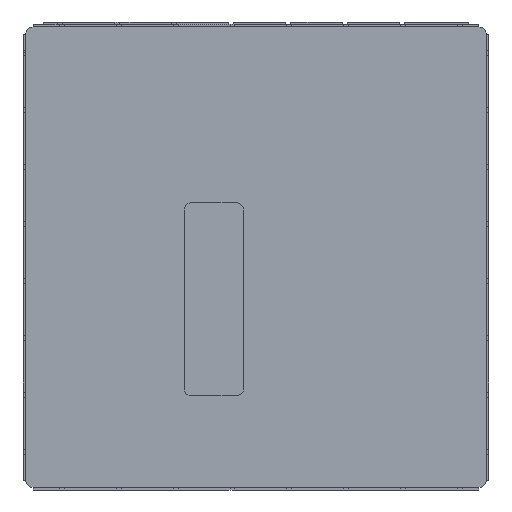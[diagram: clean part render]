
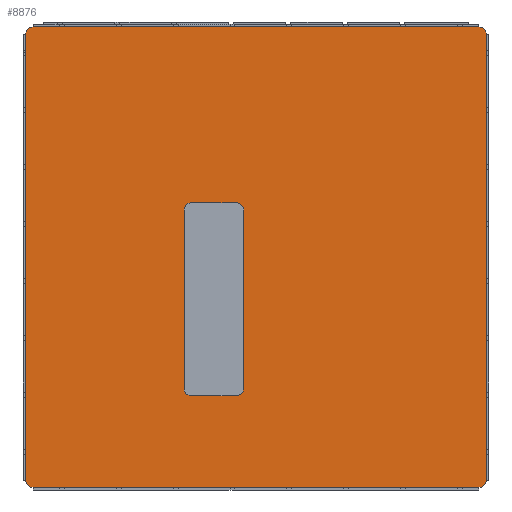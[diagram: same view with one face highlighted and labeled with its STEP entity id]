
A CAD part, front view. The second image highlights one B-rep face of the part: STEP entity #8876.
In plain terms, the highlighted planar face has unit normal (0, -1, 0).
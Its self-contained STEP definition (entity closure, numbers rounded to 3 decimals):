
#1929=CARTESIAN_POINT('',(0.,-13.,-180.));
#1930=DIRECTION('',(0.,-1.,0.));
#1931=DIRECTION('',(-1.,0.,0.));
#1932=AXIS2_PLACEMENT_3D('',#1929,#1930,#1931);
#1934=DIRECTION('',(0.,0.,-1.));
#1935=VECTOR('',#1934,180.);
#1936=CARTESIAN_POINT('',(-3.,-13.,0.));
#1937=LINE('',#1936,#1935);
#1938=CARTESIAN_POINT('',(0.,-13.,0.));
#1939=DIRECTION('',(0.,-1.,0.));
#1940=DIRECTION('',(0.,0.,1.));
#1941=AXIS2_PLACEMENT_3D('',#1938,#1939,#1940);
#1943=DIRECTION('',(-1.,0.,0.));
#1944=VECTOR('',#1943,180.);
#1945=CARTESIAN_POINT('',(180.,-13.,3.));
#1946=LINE('',#1945,#1944);
#1947=CARTESIAN_POINT('',(180.,-13.,0.));
#1948=DIRECTION('',(0.,-1.,0.));
#1949=DIRECTION('',(1.,0.,0.));
#1950=AXIS2_PLACEMENT_3D('',#1947,#1948,#1949);
#1952=DIRECTION('',(0.,0.,1.));
#1953=VECTOR('',#1952,180.);
#1954=CARTESIAN_POINT('',(183.,-13.,-180.));
#1955=LINE('',#1954,#1953);
#1956=CARTESIAN_POINT('',(180.,-13.,-180.));
#1957=DIRECTION('',(0.,-1.,0.));
#1958=DIRECTION('',(0.,0.,-1.));
#1959=AXIS2_PLACEMENT_3D('',#1956,#1957,#1958);
#1961=DIRECTION('',(1.,0.,0.));
#1962=VECTOR('',#1961,180.);
#1963=CARTESIAN_POINT('',(0.,-13.,-183.));
#1964=LINE('',#1963,#1962);
#1965=DIRECTION('',(1.,0.,0.));
#1966=VECTOR('',#1965,18.);
#1967=CARTESIAN_POINT('',(64.,-13.,-146.));
#1968=LINE('',#1967,#1966);
#1969=DIRECTION('',(0.,0.,1.));
#1970=VECTOR('',#1969,72.);
#1971=CARTESIAN_POINT('',(85.,-13.,-143.));
#1972=LINE('',#1971,#1970);
#1973=DIRECTION('',(-1.,0.,0.));
#1974=VECTOR('',#1973,18.);
#1975=CARTESIAN_POINT('',(82.,-13.,-68.));
#1976=LINE('',#1975,#1974);
#1977=DIRECTION('',(0.,0.,-1.));
#1978=VECTOR('',#1977,72.);
#1979=CARTESIAN_POINT('',(61.,-13.,-71.));
#1980=LINE('',#1979,#1978);
#4633=CARTESIAN_POINT('',(64.,-13.,-143.));
#4634=DIRECTION('',(0.,1.,0.));
#4635=DIRECTION('',(0.,0.,-1.));
#4636=AXIS2_PLACEMENT_3D('',#4633,#4634,#4635);
#4682=CARTESIAN_POINT('',(64.,-13.,-71.));
#4683=DIRECTION('',(0.,1.,0.));
#4684=DIRECTION('',(-1.,0.,0.));
#4685=AXIS2_PLACEMENT_3D('',#4682,#4683,#4684);
#4695=CARTESIAN_POINT('',(82.,-13.,-71.));
#4696=DIRECTION('',(0.,1.,0.));
#4697=DIRECTION('',(0.,0.,1.));
#4698=AXIS2_PLACEMENT_3D('',#4695,#4696,#4697);
#4708=CARTESIAN_POINT('',(82.,-13.,-143.));
#4709=DIRECTION('',(0.,1.,0.));
#4710=DIRECTION('',(1.,0.,0.));
#4711=AXIS2_PLACEMENT_3D('',#4708,#4709,#4710);
#5055=CARTESIAN_POINT('',(-3.,-13.,-180.));
#5056=CARTESIAN_POINT('',(0.,-13.,-183.));
#5057=VERTEX_POINT('',#5055);
#5058=VERTEX_POINT('',#5056);
#5059=CARTESIAN_POINT('',(0.,-13.,3.));
#5060=CARTESIAN_POINT('',(-3.,-13.,0.));
#5061=VERTEX_POINT('',#5059);
#5062=VERTEX_POINT('',#5060);
#5067=CARTESIAN_POINT('',(183.,-13.,0.));
#5068=CARTESIAN_POINT('',(180.,-13.,3.));
#5069=VERTEX_POINT('',#5067);
#5070=VERTEX_POINT('',#5068);
#5075=CARTESIAN_POINT('',(180.,-13.,-183.));
#5076=CARTESIAN_POINT('',(183.,-13.,-180.));
#5077=VERTEX_POINT('',#5075);
#5078=VERTEX_POINT('',#5076);
#6409=CARTESIAN_POINT('',(64.,-13.,-146.));
#6410=VERTEX_POINT('',#6409);
#6411=CARTESIAN_POINT('',(61.,-13.,-143.));
#6412=VERTEX_POINT('',#6411);
#6417=CARTESIAN_POINT('',(85.,-13.,-143.));
#6418=VERTEX_POINT('',#6417);
#6419=CARTESIAN_POINT('',(82.,-13.,-146.));
#6420=VERTEX_POINT('',#6419);
#6425=CARTESIAN_POINT('',(61.,-13.,-71.));
#6426=VERTEX_POINT('',#6425);
#6427=CARTESIAN_POINT('',(64.,-13.,-68.));
#6428=VERTEX_POINT('',#6427);
#6433=CARTESIAN_POINT('',(82.,-13.,-68.));
#6434=VERTEX_POINT('',#6433);
#6435=CARTESIAN_POINT('',(85.,-13.,-71.));
#6436=VERTEX_POINT('',#6435);
#8837=CARTESIAN_POINT('',(0.,-13.,0.));
#8838=DIRECTION('',(0.,-1.,0.));
#8839=DIRECTION('',(1.,0.,0.));
#8840=AXIS2_PLACEMENT_3D('',#8837,#8838,#8839);
#8841=PLANE('',#8840);
#8842=ORIENTED_EDGE('',*,*,#8768,.F.);
#8843=ORIENTED_EDGE('',*,*,#8235,.F.);
#8845=ORIENTED_EDGE('',*,*,#8844,.F.);
#8847=ORIENTED_EDGE('',*,*,#8846,.F.);
#8849=ORIENTED_EDGE('',*,*,#8848,.F.);
#8851=ORIENTED_EDGE('',*,*,#8850,.F.);
#8853=ORIENTED_EDGE('',*,*,#8852,.F.);
#8855=ORIENTED_EDGE('',*,*,#8854,.F.);
#8856=EDGE_LOOP('',(#8842,#8843,#8845,#8847,#8849,#8851,#8853,#8855));
#8857=FACE_OUTER_BOUND('',#8856,.F.);
#8859=ORIENTED_EDGE('',*,*,#8858,.T.);
#8861=ORIENTED_EDGE('',*,*,#8860,.F.);
#8863=ORIENTED_EDGE('',*,*,#8862,.T.);
#8865=ORIENTED_EDGE('',*,*,#8864,.F.);
#8867=ORIENTED_EDGE('',*,*,#8866,.T.);
#8869=ORIENTED_EDGE('',*,*,#8868,.F.);
#8871=ORIENTED_EDGE('',*,*,#8870,.T.);
#8873=ORIENTED_EDGE('',*,*,#8872,.F.);
#8874=EDGE_LOOP('',(#8859,#8861,#8863,#8865,#8867,#8869,#8871,#8873));
#8875=FACE_BOUND('',#8874,.F.);
#8876=ADVANCED_FACE('',(#8857,#8875),#8841,.T.);
#1933=CIRCLE('',#1932,3.);
#1942=CIRCLE('',#1941,3.);
#1951=CIRCLE('',#1950,3.);
#1960=CIRCLE('',#1959,3.);
#4637=CIRCLE('',#4636,3.);
#4686=CIRCLE('',#4685,3.);
#4699=CIRCLE('',#4698,3.);
#4712=CIRCLE('',#4711,3.);
#8235=EDGE_CURVE('',#5062,#5057,#1937,.T.);
#8768=EDGE_CURVE('',#5057,#5058,#1933,.T.);
#8844=EDGE_CURVE('',#5061,#5062,#1942,.T.);
#8846=EDGE_CURVE('',#5070,#5061,#1946,.T.);
#8848=EDGE_CURVE('',#5069,#5070,#1951,.T.);
#8850=EDGE_CURVE('',#5078,#5069,#1955,.T.);
#8852=EDGE_CURVE('',#5077,#5078,#1960,.T.);
#8854=EDGE_CURVE('',#5058,#5077,#1964,.T.);
#8858=EDGE_CURVE('',#6410,#6420,#1968,.T.);
#8860=EDGE_CURVE('',#6418,#6420,#4712,.T.);
#8862=EDGE_CURVE('',#6418,#6436,#1972,.T.);
#8864=EDGE_CURVE('',#6434,#6436,#4699,.T.);
#8866=EDGE_CURVE('',#6434,#6428,#1976,.T.);
#8868=EDGE_CURVE('',#6426,#6428,#4686,.T.);
#8870=EDGE_CURVE('',#6426,#6412,#1980,.T.);
#8872=EDGE_CURVE('',#6410,#6412,#4637,.T.);
